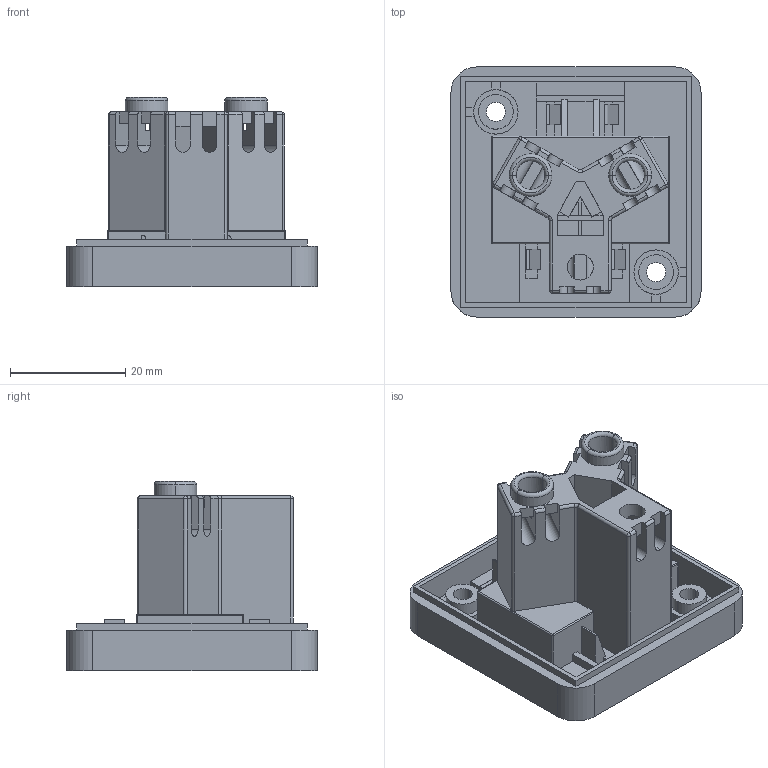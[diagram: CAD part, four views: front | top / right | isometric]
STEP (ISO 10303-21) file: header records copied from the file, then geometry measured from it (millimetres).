
FILE_DESCRIPTION (( 'STEP AP214' ), '1' );
FILE_NAME ('88040290.STEP', '2016-07-15T13:18:58', ( '' ), ( '' ), 'SwSTEP 2.0', 'SolidWorks 2015', '' );
FILE_SCHEMA (( 'AUTOMOTIVE_DESIGN' ));
Length unit declared in the file: millimetre
Products named in the file (1): 88040290
Bounding box: 43.4 x 43.4 x 32.8 mm (x, y, z)
Volume: 17745.2 mm3; surface area: 11476.1 mm2
Topology: 1 solids, 1 shells, 326 faces, 937 edges, 598 vertices
Faces by surface type: plane 208, cylinder 92, torus 11, sphere 11, bspline 4
Entity records: 10806 total; most frequent: CARTESIAN_POINT 1918, ORIENTED_EDGE 1854, DIRECTION 1793, EDGE_CURVE 927, LINE 699, VECTOR 699, VERTEX_POINT 596, AXIS2_PLACEMENT_3D 547
